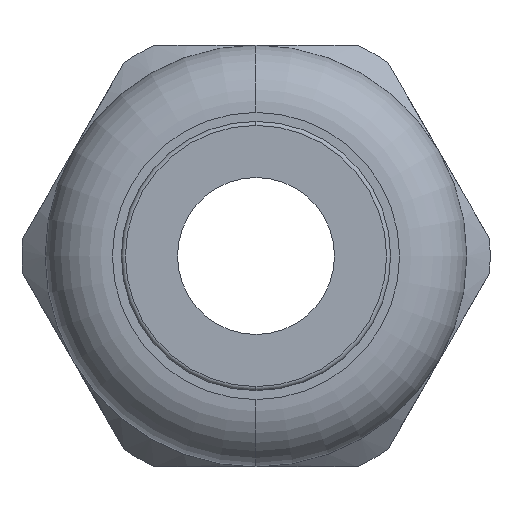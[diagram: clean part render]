
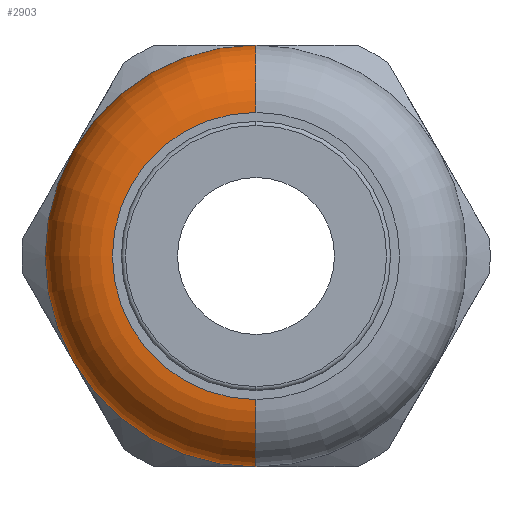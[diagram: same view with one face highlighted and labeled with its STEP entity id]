
A CAD part, left-side view. The second image highlights one B-rep face of the part: STEP entity #2903.
In plain terms, the highlighted toroidal (fillet/blend) face has major radius 8.128 mm and minor radius 3.81 mm.
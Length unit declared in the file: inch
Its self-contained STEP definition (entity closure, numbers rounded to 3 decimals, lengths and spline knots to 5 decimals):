
#2811 = DIRECTION ( 'NONE',  ( 0., 0., 1. ) ) ;
#2812 = DIRECTION ( 'NONE',  ( -1., 0., 0. ) ) ;
#2813 = AXIS2_PLACEMENT_3D ( 'NONE', #2816, #2812, #2811 ) ;
#2814 = TOROIDAL_SURFACE ( 'NONE', #2813, 0.32, 0.15 ) ;
#2816 = CARTESIAN_POINT ( 'NONE',  ( -1.22, 0., 0. ) ) ;
#2822 = FACE_OUTER_BOUND ( 'NONE', #2899, .T. ) ;
#2899 = EDGE_LOOP ( 'NONE', ( #3006, #3003, #3000, #2995 ) ) ;
#2903 = ADVANCED_FACE ( 'NONE', ( #2822 ), #2814, .T. ) ;
#2913 = VERTEX_POINT ( 'NONE', #3292 ) ;
#2995 = ORIENTED_EDGE ( 'NONE', *, *, #2999, .F. ) ;
#2996 = EDGE_CURVE ( 'NONE', #2998, #3004, #3440, .T. ) ;
#2998 = VERTEX_POINT ( 'NONE', #3429 ) ;
#2999 = EDGE_CURVE ( 'NONE', #3005, #2998, #3428, .T. ) ;
#3000 = ORIENTED_EDGE ( 'NONE', *, *, #2996, .F. ) ;
#3001 = EDGE_CURVE ( 'NONE', #2913, #3004, #3487, .T. ) ;
#3002 = EDGE_CURVE ( 'NONE', #2913, #3005, #3482, .T. ) ;
#3003 = ORIENTED_EDGE ( 'NONE', *, *, #3001, .T. ) ;
#3004 = VERTEX_POINT ( 'NONE', #3477 ) ;
#3005 = VERTEX_POINT ( 'NONE', #3476 ) ;
#3006 = ORIENTED_EDGE ( 'NONE', *, *, #3002, .F. ) ;
#3292 = CARTESIAN_POINT ( 'NONE',  ( -1.22, 0., -0.47 ) ) ;
#3427 = AXIS2_PLACEMENT_3D ( 'NONE', #3490, #3489, #3488 ) ;
#3428 = CIRCLE ( 'NONE', #3427, 0.15 ) ;
#3429 = CARTESIAN_POINT ( 'NONE',  ( -1.37, 0., 0.32 ) ) ;
#3436 = DIRECTION ( 'NONE',  ( 0., 0., 1. ) ) ;
#3437 = DIRECTION ( 'NONE',  ( -1., 0., 0. ) ) ;
#3438 = CARTESIAN_POINT ( 'NONE',  ( -1.37, 0., 0. ) ) ;
#3439 = AXIS2_PLACEMENT_3D ( 'NONE', #3438, #3437, #3436 ) ;
#3440 = CIRCLE ( 'NONE', #3439, 0.32 ) ;
#3476 = CARTESIAN_POINT ( 'NONE',  ( -1.22, 0., 0.47 ) ) ;
#3477 = CARTESIAN_POINT ( 'NONE',  ( -1.37, 0., -0.32 ) ) ;
#3478 = DIRECTION ( 'NONE',  ( 0., 0., 1. ) ) ;
#3479 = DIRECTION ( 'NONE',  ( 1., 0., 0. ) ) ;
#3480 = CARTESIAN_POINT ( 'NONE',  ( -1.22, 0., 0. ) ) ;
#3481 = AXIS2_PLACEMENT_3D ( 'NONE', #3480, #3479, #3478 ) ;
#3482 = CIRCLE ( 'NONE', #3481, 0.47 ) ;
#3483 = DIRECTION ( 'NONE',  ( 0., 0., 1. ) ) ;
#3484 = DIRECTION ( 'NONE',  ( 0., 1., 0. ) ) ;
#3485 = CARTESIAN_POINT ( 'NONE',  ( -1.22, 0., -0.32 ) ) ;
#3486 = AXIS2_PLACEMENT_3D ( 'NONE', #3485, #3484, #3483 ) ;
#3487 = CIRCLE ( 'NONE', #3486, 0.15 ) ;
#3488 = DIRECTION ( 'NONE',  ( 0., 0., -1. ) ) ;
#3489 = DIRECTION ( 'NONE',  ( 0., -1., 0. ) ) ;
#3490 = CARTESIAN_POINT ( 'NONE',  ( -1.22, 0., 0.32 ) ) ;
